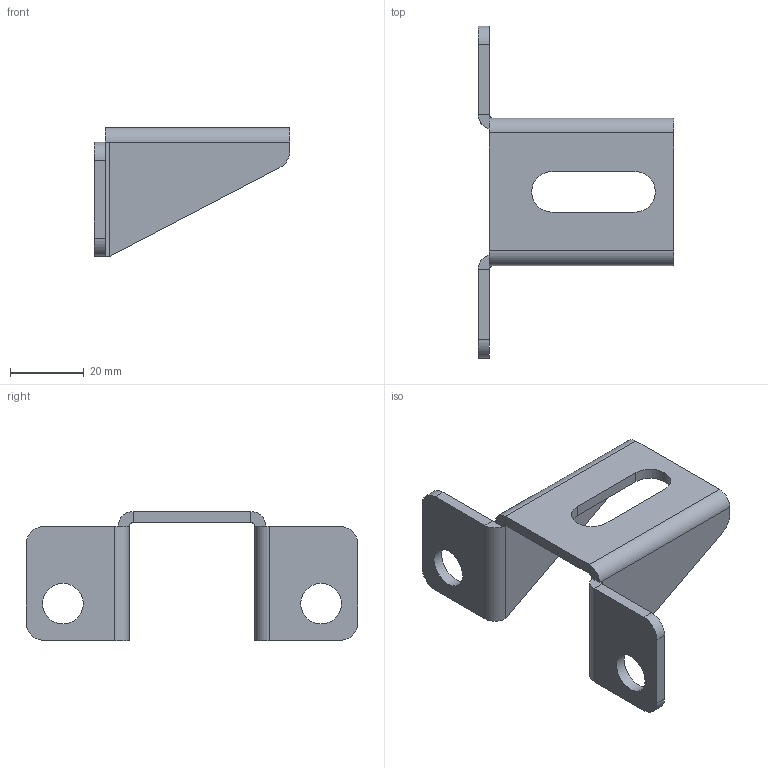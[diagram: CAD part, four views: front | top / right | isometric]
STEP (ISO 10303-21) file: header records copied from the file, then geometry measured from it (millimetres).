
FILE_DESCRIPTION(('STEP AP203'), '1');
FILE_NAME('ÐË261.RC30-RC35.00.001', '', ('UNSPECIFIED'), ('UNSPECIFIED'), 'ASCON STEP Converter 1.3', 'ASCON Math Kernel', '');
FILE_SCHEMA(('CONFIG_CONTROL_DESIGN'));
Length unit declared in the file: millimetre
Products named in the file (1): 261.RC30/RC35
Bounding box: 53 x 90 x 35 mm (x, y, z)
Volume: 14857.2 mm3; surface area: 11469.4 mm2
Topology: 1 solids, 1 shells, 73 faces, 178 edges, 108 vertices
Faces by surface type: plane 47, cylinder 26
Full cylindrical faces by diameter (mm): 11 x2
Entity records: 2738 total; most frequent: DIRECTION 376, CARTESIAN_POINT 358, ORIENTED_EDGE 352, EDGE_CURVE 176, AXIS2_PLACEMENT_3D 126, LINE 124, VECTOR 124, VERTEX_POINT 108
